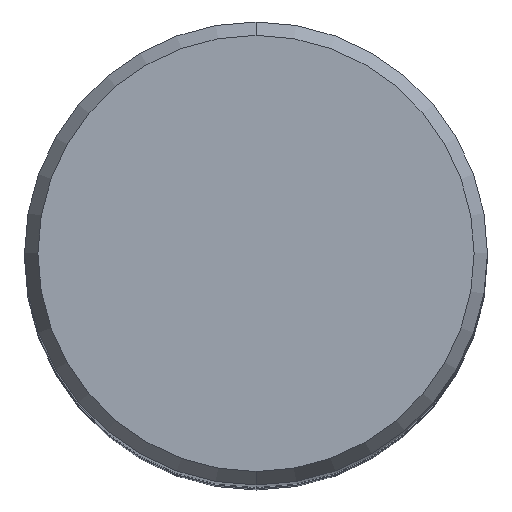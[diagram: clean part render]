
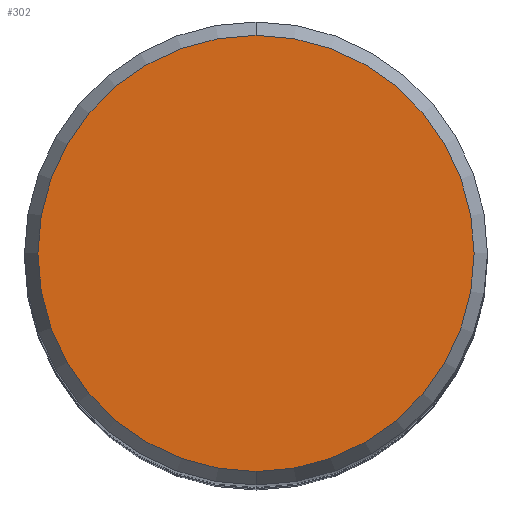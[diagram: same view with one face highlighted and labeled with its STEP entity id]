
A CAD part, top view. The second image highlights one B-rep face of the part: STEP entity #302.
In plain terms, the highlighted planar face has unit normal (0, 0, 1).
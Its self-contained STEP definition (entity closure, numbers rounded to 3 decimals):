
#264=EDGE_CURVE('',#354,#406,#602,.T.);
#302=ADVANCED_FACE('',(#645),#646,.T.);
#354=VERTEX_POINT('',#704);
#406=VERTEX_POINT('',#759);
#444=EDGE_CURVE('',#406,#354,#803,.T.);
#602=CIRCLE('',#982,7.479);
#645=FACE_OUTER_BOUND('',#1092,.T.);
#646=PLANE('',#1093);
#704=CARTESIAN_POINT('',(0.0,7.479,0.));
#759=CARTESIAN_POINT('',(0.,-7.479,0.));
#803=CIRCLE('',#1439,7.479);
#982=AXIS2_PLACEMENT_3D('',#1686,#1687,#1688);
#1092=EDGE_LOOP('',(#1744,#1745));
#1093=AXIS2_PLACEMENT_3D('',#1746,#1747,#1748);
#1439=AXIS2_PLACEMENT_3D('',#1912,#1913,#1914);
#1686=CARTESIAN_POINT('',(0.0,0.0,0.));
#1687=DIRECTION('',(0.0,0.0,-1.0));
#1688=DIRECTION('',(0.0,1.0,0.0));
#1744=ORIENTED_EDGE('',*,*,#264,.F.);
#1745=ORIENTED_EDGE('',*,*,#444,.F.);
#1746=CARTESIAN_POINT('',(0.0,3.74,0.));
#1747=DIRECTION('',(-0.0,0.0,1.0));
#1748=DIRECTION('',(0.0,-1.0,0.0));
#1912=CARTESIAN_POINT('',(0.0,0.0,0.));
#1913=DIRECTION('',(0.0,0.0,-1.0));
#1914=DIRECTION('',(0.0,1.0,0.0));
